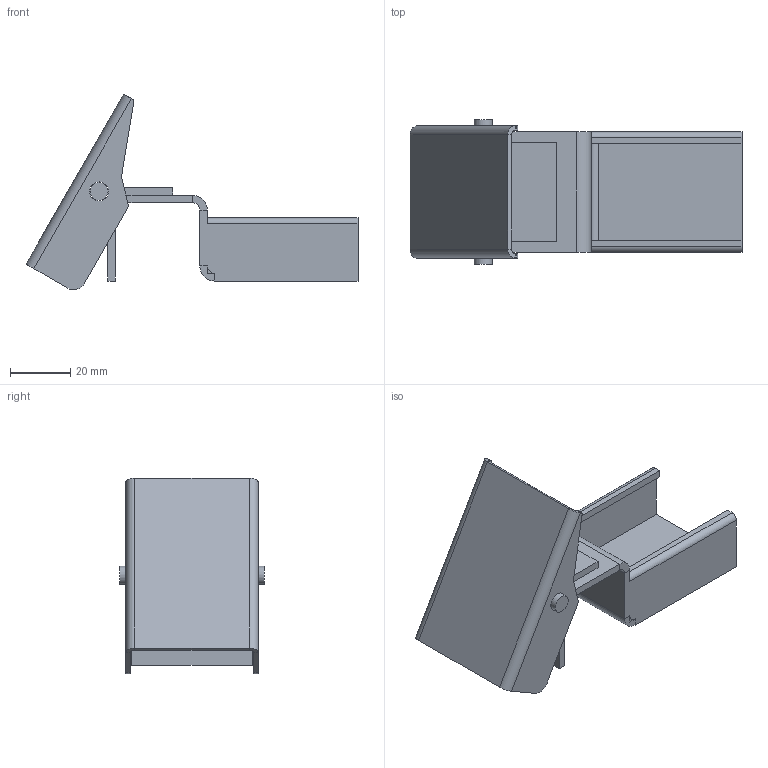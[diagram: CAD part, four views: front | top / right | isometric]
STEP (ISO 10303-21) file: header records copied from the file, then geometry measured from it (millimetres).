
FILE_DESCRIPTION(/* description */ ('Úchyt válečkové tratě se sklopným dorazem'),/* implementation_level */ '2;1');
FILE_NAME(/* name */ '350016.stp',/* time_stamp */ '2020-12-11T12:29:21+01:00',/* author */ ('PC'),/* organization */ ('Alutec K&K'),/* preprocessor_version */ 'ST-DEVELOPER v18.1',/* originating_system */ 'Autodesk Inventor 2021',/* authorisation */ '');
FILE_SCHEMA (('AUTOMOTIVE_DESIGN { 1 0 10303 214 3 1 1 }'));
Length unit declared in the file: millimetre
Products named in the file (5): 350016; 350016_002; 350016_001; 350016_003; 350016_004
Assembly tree (4 placements, depth 2):
  350016
    350016_002
    350016_001
    350016_003
    350016_004
Bounding box: 110.18 x 48 x 64.86 mm (x, y, z)
Volume: 29273.9 mm3; surface area: 28677.6 mm2
Topology: 4 solids, 4 shells, 86 faces, 200 edges, 122 vertices
Faces by surface type: plane 61, cylinder 25
Full cylindrical faces by diameter (mm): 6 x1, 6.3 x3
Entity records: 2597 total; most frequent: DIRECTION 442, CARTESIAN_POINT 417, ORIENTED_EDGE 400, EDGE_CURVE 200, LINE 148, VECTOR 148, AXIS2_PLACEMENT_3D 147, VERTEX_POINT 122
